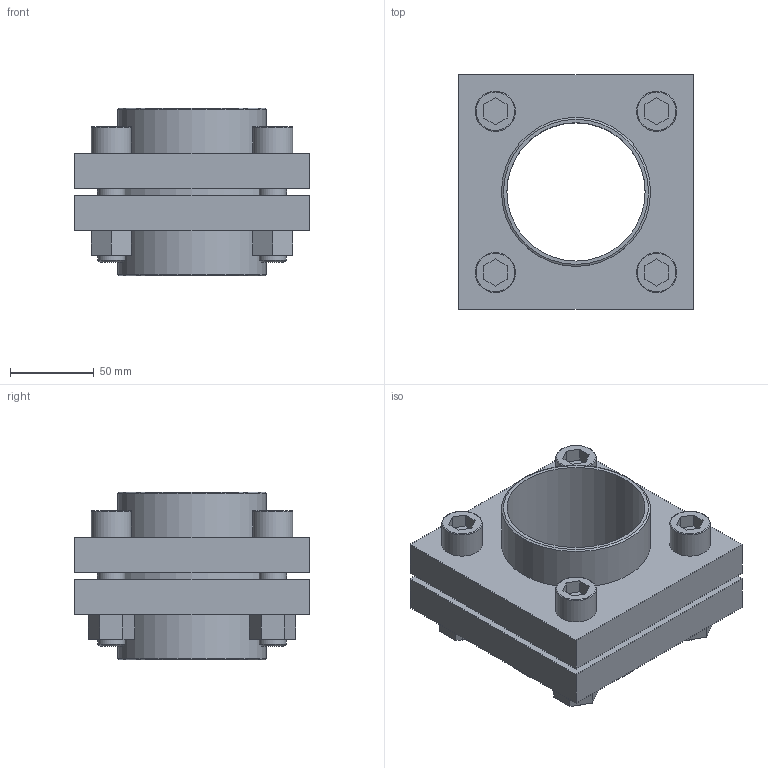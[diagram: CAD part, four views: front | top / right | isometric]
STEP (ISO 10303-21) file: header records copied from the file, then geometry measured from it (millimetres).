
FILE_DESCRIPTION(/* description */ ('STEP AP203'),/* implementation_level */ '2;1');
FILE_NAME(/* name */ 'Return Flange Coupling FKR 80-01',/* time_stamp */ '2023-05-02T11:18:37+02:00',/* author */ ('License CC BY-ND 4.0'),/* organization */ ('CADENAS'),/* preprocessor_version */ 'ST-DEVELOPER v19.3',/* originating_system */ 'PARTsolutions',/* authorisation */ ' ');
FILE_SCHEMA (('CONFIG_CONTROL_DESIGN'));
Length unit declared in the file: millimetre
Products named in the file (1): Ruecklauf Flanschkupplung FKR 80-01
Bounding box: 140 x 140 x 100 mm (x, y, z)
Volume: 720835 mm3; surface area: 127971.8 mm2
Topology: 1 solids, 2 shells, 108 faces, 250 edges, 166 vertices
Faces by surface type: plane 80, cylinder 18, cone 6, torus 4
Full cylindrical faces by diameter (mm): 16 x8, 24 x4, 82.5 x1, 88.9 x2, 90 x1, 98 x1, 113 x1
Entity records: 2884 total; most frequent: CARTESIAN_POINT 481, DIRECTION 478, ORIENTED_EDGE 428, EDGE_CURVE 214, LINE 168, VECTOR 168, EDGE_LOOP 168, FACE_BOUND 168
